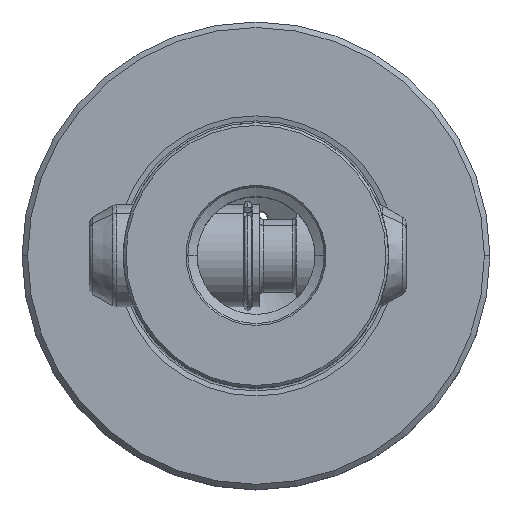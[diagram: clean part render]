
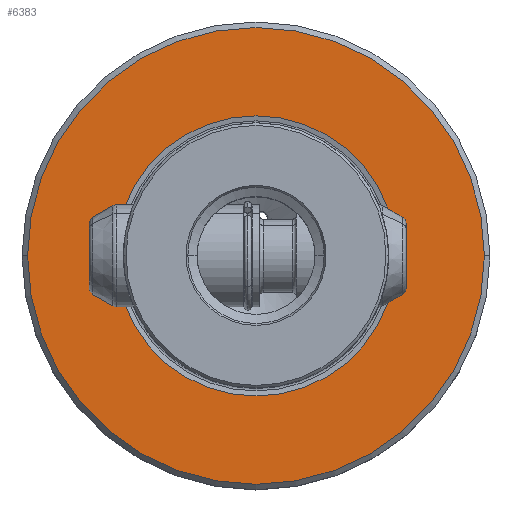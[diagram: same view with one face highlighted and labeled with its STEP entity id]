
A CAD part, top view. The second image highlights one B-rep face of the part: STEP entity #6383.
In plain terms, the highlighted planar face has unit normal (0, 0, 1).
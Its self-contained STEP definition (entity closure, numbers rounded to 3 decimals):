
#2683=EDGE_CURVE('NONE',#2785,#4635,#7683,.F.);
#2785=VERTEX_POINT('NONE',#7791);
#2799=EDGE_CURVE('NONE',#4635,#2785,#7806,.F.);
#3939=EDGE_CURVE('NONE',#6249,#5777,#9056,.T.);
#4163=EDGE_CURVE('NONE',#5777,#6249,#9305,.T.);
#4635=VERTEX_POINT('NONE',#9828);
#5777=VERTEX_POINT('NONE',#11094);
#6249=VERTEX_POINT('NONE',#11611);
#6383=ADVANCED_FACE('NONE',(#11761,#11762),#11763,.T.);
#7683=CIRCLE('',#13279,19.012);
#7791=CARTESIAN_POINT('',(-19.012,0.,0.0));
#7806=CIRCLE('',#13526,19.012);
#9056=CIRCLE('',#16161,31.0);
#9305=CIRCLE('',#16700,31.0);
#9828=CARTESIAN_POINT('',(19.012,0.,0.0));
#11094=CARTESIAN_POINT('',(-31.0,0.,0.0));
#11611=CARTESIAN_POINT('',(31.0,0.,0.0));
#11761=FACE_OUTER_BOUND('',#21814,.T.);
#11762=FACE_BOUND('',#21815,.T.);
#11763=PLANE('',#21816);
#13279=AXIS2_PLACEMENT_3D('',#24351,#24352,#24353);
#13526=AXIS2_PLACEMENT_3D('',#24459,#24460,#24461);
#16161=AXIS2_PLACEMENT_3D('',#25781,#25782,#25783);
#16700=AXIS2_PLACEMENT_3D('',#26089,#26090,#26091);
#21814=EDGE_LOOP('',(#28928,#28929));
#21815=EDGE_LOOP('',(#28930,#28931));
#21816=AXIS2_PLACEMENT_3D('',#28932,#28933,#28934);
#24351=CARTESIAN_POINT('',(0.0,0.0,0.0));
#24352=DIRECTION('',(0.0,0.0,-1.0));
#24353=DIRECTION('',(1.0,0.,0.0));
#24459=CARTESIAN_POINT('',(0.0,0.0,0.0));
#24460=DIRECTION('',(0.0,0.0,-1.0));
#24461=DIRECTION('',(1.0,0.,0.0));
#25781=CARTESIAN_POINT('',(0.0,0.0,0.0));
#25782=DIRECTION('',(0.0,0.0,-1.0));
#25783=DIRECTION('',(-1.0,0.,0.0));
#26089=CARTESIAN_POINT('',(0.0,0.0,0.0));
#26090=DIRECTION('',(0.0,0.0,-1.0));
#26091=DIRECTION('',(-1.0,0.,0.0));
#28928=ORIENTED_EDGE('',*,*,#4163,.F.);
#28929=ORIENTED_EDGE('',*,*,#3939,.F.);
#28930=ORIENTED_EDGE('',*,*,#2799,.F.);
#28931=ORIENTED_EDGE('',*,*,#2683,.F.);
#28932=CARTESIAN_POINT('',(-33.0,0.0,0.0));
#28933=DIRECTION('',(-0.0,0.0,1.0));
#28934=DIRECTION('',(0.0,1.0,0.0));
